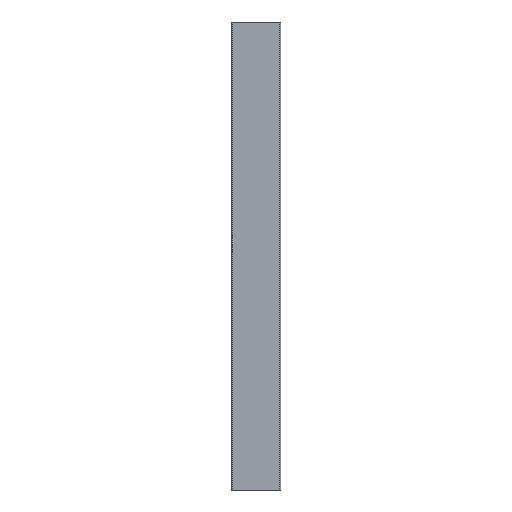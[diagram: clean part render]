
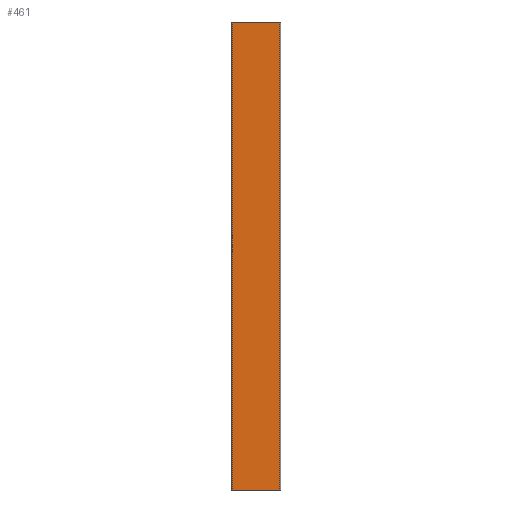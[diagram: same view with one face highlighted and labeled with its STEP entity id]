
A CAD part, left-side view. The second image highlights one B-rep face of the part: STEP entity #461.
In plain terms, the highlighted planar face has unit normal (-1, 0, 0).
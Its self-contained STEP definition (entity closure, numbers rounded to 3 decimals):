
#7 = EDGE_CURVE ( 'NONE', #2685, #578, #2370, .T. ) ;
#136 = DIRECTION ( 'NONE',  ( 0., 0., -1. ) ) ;
#211 = VERTEX_POINT ( 'NONE', #2596 ) ;
#227 = VECTOR ( 'NONE', #1804, 1000. ) ;
#294 = EDGE_LOOP ( 'NONE', ( #1713, #2532, #3265, #1229 ) ) ;
#339 = CARTESIAN_POINT ( 'NONE',  ( 0., 52., 2000. ) ) ;
#401 = DIRECTION ( 'NONE',  ( 0., 0., -1. ) ) ;
#461 = ADVANCED_FACE ( 'NONE', ( #2805 ), #3213, .F. ) ;
#578 = VERTEX_POINT ( 'NONE', #1467 ) ;
#981 = DIRECTION ( 'NONE',  ( 0., -1., 0. ) ) ;
#998 = LINE ( 'NONE', #2819, #227 ) ;
#1165 = CARTESIAN_POINT ( 'NONE',  ( 0., -50., 2000. ) ) ;
#1167 = CARTESIAN_POINT ( 'NONE',  ( 0., 52., 2000. ) ) ;
#1229 = ORIENTED_EDGE ( 'NONE', *, *, #7, .T. ) ;
#1467 = CARTESIAN_POINT ( 'NONE',  ( 0., 52., 0. ) ) ;
#1671 = CARTESIAN_POINT ( 'NONE',  ( 0., -50., 2000. ) ) ;
#1684 = DIRECTION ( 'NONE',  ( 1., 0., 0. ) ) ;
#1707 = VECTOR ( 'NONE', #401, 1000. ) ;
#1713 = ORIENTED_EDGE ( 'NONE', *, *, #2130, .T. ) ;
#1796 = LINE ( 'NONE', #1671, #2386 ) ;
#1804 = DIRECTION ( 'NONE',  ( 0., 0., -1. ) ) ;
#2008 = VECTOR ( 'NONE', #981, 1000. ) ;
#2130 = EDGE_CURVE ( 'NONE', #578, #2185, #2672, .T. ) ;
#2185 = VERTEX_POINT ( 'NONE', #2766 ) ;
#2349 = AXIS2_PLACEMENT_3D ( 'NONE', #1165, #1684, #136 ) ;
#2370 = LINE ( 'NONE', #1167, #1707 ) ;
#2386 = VECTOR ( 'NONE', #2473, 1000. ) ;
#2473 = DIRECTION ( 'NONE',  ( 0., -1., 0. ) ) ;
#2532 = ORIENTED_EDGE ( 'NONE', *, *, #2977, .F. ) ;
#2596 = CARTESIAN_POINT ( 'NONE',  ( 0., -152., 2000. ) ) ;
#2672 = LINE ( 'NONE', #3262, #2008 ) ;
#2685 = VERTEX_POINT ( 'NONE', #339 ) ;
#2766 = CARTESIAN_POINT ( 'NONE',  ( 0., -152., 0. ) ) ;
#2805 = FACE_OUTER_BOUND ( 'NONE', #294, .T. ) ;
#2819 = CARTESIAN_POINT ( 'NONE',  ( 0., -152., 2000. ) ) ;
#2977 = EDGE_CURVE ( 'NONE', #211, #2185, #998, .T. ) ;
#3158 = EDGE_CURVE ( 'NONE', #2685, #211, #1796, .T. ) ;
#3213 = PLANE ( 'NONE',  #2349 ) ;
#3262 = CARTESIAN_POINT ( 'NONE',  ( 0., -50., 0. ) ) ;
#3265 = ORIENTED_EDGE ( 'NONE', *, *, #3158, .F. ) ;
